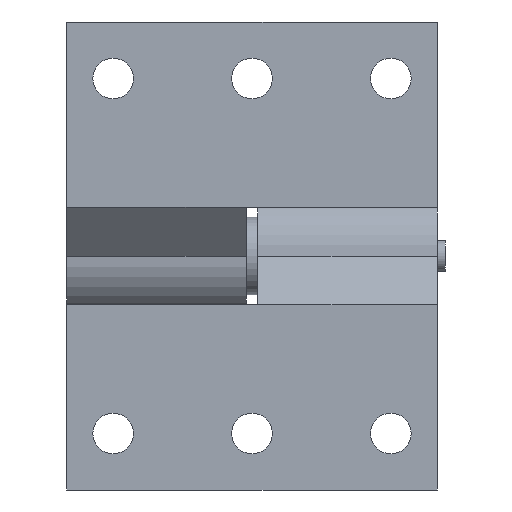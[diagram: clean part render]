
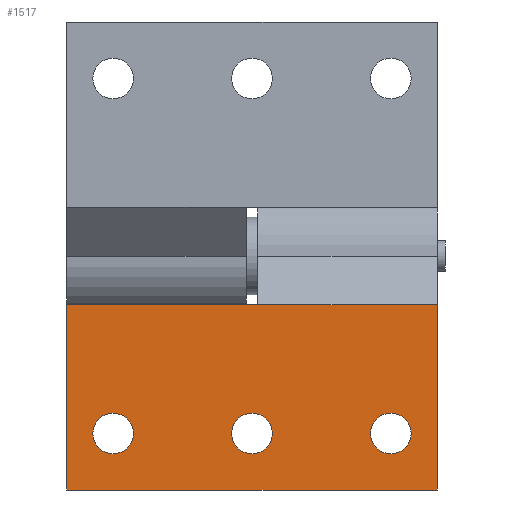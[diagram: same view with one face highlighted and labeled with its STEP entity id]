
A CAD part, front view. The second image highlights one B-rep face of the part: STEP entity #1517.
In plain terms, the highlighted planar face has unit normal (0, -1, 0).
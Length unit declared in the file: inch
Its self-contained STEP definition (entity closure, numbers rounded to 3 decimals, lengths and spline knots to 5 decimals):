
#3 = VERTEX_POINT ( 'NONE', #89 ) ;
#16 = LINE ( 'NONE', #369, #763 ) ;
#29 = FACE_BOUND ( 'NONE', #1216, .T. ) ;
#43 = CIRCLE ( 'NONE', #585, 0.32813 ) ;
#46 = CARTESIAN_POINT ( 'NONE',  ( 3., 0., -0.79 ) ) ;
#75 = DIRECTION ( 'NONE',  ( 0., 0., -1. ) ) ;
#80 = DIRECTION ( 'NONE',  ( 0., -1., 0. ) ) ;
#81 = CIRCLE ( 'NONE', #1516, 0.32813 ) ;
#89 = CARTESIAN_POINT ( 'NONE',  ( -3., 0., -0.79 ) ) ;
#95 = EDGE_CURVE ( 'NONE', #1234, #994, #1347, .T. ) ;
#98 = DIRECTION ( 'NONE',  ( 0., 0., -1. ) ) ;
#116 = AXIS2_PLACEMENT_3D ( 'NONE', #1470, #80, #75 ) ;
#124 = EDGE_CURVE ( 'NONE', #995, #989, #749, .T. ) ;
#125 = CARTESIAN_POINT ( 'NONE',  ( -3., 0., -3.79 ) ) ;
#167 = CARTESIAN_POINT ( 'NONE',  ( 3., 0., -0.79 ) ) ;
#170 = EDGE_CURVE ( 'NONE', #648, #893, #43, .T. ) ;
#182 = CIRCLE ( 'NONE', #936, 0.32813 ) ;
#187 = CARTESIAN_POINT ( 'NONE',  ( 0., 0., -3.20312 ) ) ;
#226 = DIRECTION ( 'NONE',  ( 0., 0., 1. ) ) ;
#280 = DIRECTION ( 'NONE',  ( 0., 0., 1. ) ) ;
#288 = VERTEX_POINT ( 'NONE', #1768 ) ;
#311 = DIRECTION ( 'NONE',  ( 1., 0., 0. ) ) ;
#353 = ORIENTED_EDGE ( 'NONE', *, *, #170, .T. ) ;
#369 = CARTESIAN_POINT ( 'NONE',  ( 0.095, 0., -0.79 ) ) ;
#401 = DIRECTION ( 'NONE',  ( 0., 0., 1. ) ) ;
#402 = ORIENTED_EDGE ( 'NONE', *, *, #1355, .T. ) ;
#419 = VECTOR ( 'NONE', #311, 39.37008 ) ;
#467 = CARTESIAN_POINT ( 'NONE',  ( 2.25, 0., -2.875 ) ) ;
#484 = EDGE_CURVE ( 'NONE', #3, #288, #581, .T. ) ;
#504 = EDGE_CURVE ( 'NONE', #989, #995, #939, .T. ) ;
#524 = FACE_BOUND ( 'NONE', #910, .T. ) ;
#568 = VERTEX_POINT ( 'NONE', #1215 ) ;
#581 = LINE ( 'NONE', #1191, #639 ) ;
#585 = AXIS2_PLACEMENT_3D ( 'NONE', #1402, #1253, #1098 ) ;
#596 = AXIS2_PLACEMENT_3D ( 'NONE', #978, #1552, #280 ) ;
#609 = AXIS2_PLACEMENT_3D ( 'NONE', #1508, #920, #401 ) ;
#639 = VECTOR ( 'NONE', #98, 39.37008 ) ;
#648 = VERTEX_POINT ( 'NONE', #1380 ) ;
#731 = DIRECTION ( 'NONE',  ( 0., 1., 0. ) ) ;
#733 = CARTESIAN_POINT ( 'NONE',  ( -2.25, 0., -2.54687 ) ) ;
#749 = CIRCLE ( 'NONE', #596, 0.32813 ) ;
#763 = VECTOR ( 'NONE', #885, 39.37008 ) ;
#765 = VECTOR ( 'NONE', #1432, 39.37008 ) ;
#769 = LINE ( 'NONE', #1129, #419 ) ;
#789 = CARTESIAN_POINT ( 'NONE',  ( 2.25, 0., -2.875 ) ) ;
#800 = ORIENTED_EDGE ( 'NONE', *, *, #933, .F. ) ;
#822 = ORIENTED_EDGE ( 'NONE', *, *, #504, .T. ) ;
#853 = LINE ( 'NONE', #125, #873 ) ;
#873 = VECTOR ( 'NONE', #1362, 39.37008 ) ;
#885 = DIRECTION ( 'NONE',  ( 1., 0., 0. ) ) ;
#889 = FACE_BOUND ( 'NONE', #1406, .T. ) ;
#893 = VERTEX_POINT ( 'NONE', #187 ) ;
#906 = DIRECTION ( 'NONE',  ( 0., 1., 0. ) ) ;
#910 = EDGE_LOOP ( 'NONE', ( #1716, #353 ) ) ;
#920 = DIRECTION ( 'NONE',  ( 0., 1., 0. ) ) ;
#933 = EDGE_CURVE ( 'NONE', #568, #1739, #16, .T. ) ;
#936 = AXIS2_PLACEMENT_3D ( 'NONE', #1762, #906, #226 ) ;
#939 = CIRCLE ( 'NONE', #609, 0.32813 ) ;
#966 = LINE ( 'NONE', #167, #765 ) ;
#978 = CARTESIAN_POINT ( 'NONE',  ( -2.25, 0., -2.875 ) ) ;
#989 = VERTEX_POINT ( 'NONE', #1024 ) ;
#991 = ORIENTED_EDGE ( 'NONE', *, *, #484, .T. ) ;
#994 = VERTEX_POINT ( 'NONE', #1011 ) ;
#995 = VERTEX_POINT ( 'NONE', #733 ) ;
#1002 = CARTESIAN_POINT ( 'NONE',  ( 2.25, 0., -3.20312 ) ) ;
#1011 = CARTESIAN_POINT ( 'NONE',  ( 2.25, 0., -2.54687 ) ) ;
#1021 = EDGE_CURVE ( 'NONE', #288, #1401, #853, .T. ) ;
#1024 = CARTESIAN_POINT ( 'NONE',  ( -2.25, 0., -3.20312 ) ) ;
#1033 = DIRECTION ( 'NONE',  ( 0., 0., 1. ) ) ;
#1041 = PLANE ( 'NONE',  #116 ) ;
#1088 = AXIS2_PLACEMENT_3D ( 'NONE', #789, #1497, #1229 ) ;
#1098 = DIRECTION ( 'NONE',  ( 0., 0., 1. ) ) ;
#1129 = CARTESIAN_POINT ( 'NONE',  ( -3., 0., -0.79 ) ) ;
#1163 = EDGE_LOOP ( 'NONE', ( #1596, #1757, #800, #1643, #991 ) ) ;
#1183 = ORIENTED_EDGE ( 'NONE', *, *, #95, .T. ) ;
#1191 = CARTESIAN_POINT ( 'NONE',  ( -3., 0., -0.79 ) ) ;
#1215 = CARTESIAN_POINT ( 'NONE',  ( 0.095, 0., -0.79 ) ) ;
#1216 = EDGE_LOOP ( 'NONE', ( #1183, #402 ) ) ;
#1229 = DIRECTION ( 'NONE',  ( 0., 0., 1. ) ) ;
#1234 = VERTEX_POINT ( 'NONE', #1002 ) ;
#1242 = ORIENTED_EDGE ( 'NONE', *, *, #124, .T. ) ;
#1253 = DIRECTION ( 'NONE',  ( 0., 1., 0. ) ) ;
#1289 = EDGE_CURVE ( 'NONE', #1739, #1401, #966, .T. ) ;
#1314 = CARTESIAN_POINT ( 'NONE',  ( 3., 0., -3.79 ) ) ;
#1343 = EDGE_CURVE ( 'NONE', #3, #568, #769, .T. ) ;
#1347 = CIRCLE ( 'NONE', #1088, 0.32813 ) ;
#1355 = EDGE_CURVE ( 'NONE', #994, #1234, #81, .T. ) ;
#1362 = DIRECTION ( 'NONE',  ( 1., 0., 0. ) ) ;
#1380 = CARTESIAN_POINT ( 'NONE',  ( 0., 0., -2.54687 ) ) ;
#1401 = VERTEX_POINT ( 'NONE', #1314 ) ;
#1402 = CARTESIAN_POINT ( 'NONE',  ( 0., 0., -2.875 ) ) ;
#1406 = EDGE_LOOP ( 'NONE', ( #822, #1242 ) ) ;
#1432 = DIRECTION ( 'NONE',  ( 0., 0., -1. ) ) ;
#1470 = CARTESIAN_POINT ( 'NONE',  ( -3., 0., -0.79 ) ) ;
#1497 = DIRECTION ( 'NONE',  ( 0., 1., 0. ) ) ;
#1508 = CARTESIAN_POINT ( 'NONE',  ( -2.25, 0., -2.875 ) ) ;
#1516 = AXIS2_PLACEMENT_3D ( 'NONE', #467, #731, #1033 ) ;
#1517 = ADVANCED_FACE ( 'NONE', ( #889, #524, #29, #1667 ), #1041, .T. ) ;
#1552 = DIRECTION ( 'NONE',  ( 0., 1., 0. ) ) ;
#1596 = ORIENTED_EDGE ( 'NONE', *, *, #1021, .T. ) ;
#1600 = EDGE_CURVE ( 'NONE', #893, #648, #182, .T. ) ;
#1643 = ORIENTED_EDGE ( 'NONE', *, *, #1343, .F. ) ;
#1667 = FACE_OUTER_BOUND ( 'NONE', #1163, .T. ) ;
#1716 = ORIENTED_EDGE ( 'NONE', *, *, #1600, .T. ) ;
#1739 = VERTEX_POINT ( 'NONE', #46 ) ;
#1757 = ORIENTED_EDGE ( 'NONE', *, *, #1289, .F. ) ;
#1762 = CARTESIAN_POINT ( 'NONE',  ( 0., 0., -2.875 ) ) ;
#1768 = CARTESIAN_POINT ( 'NONE',  ( -3., 0., -3.79 ) ) ;
